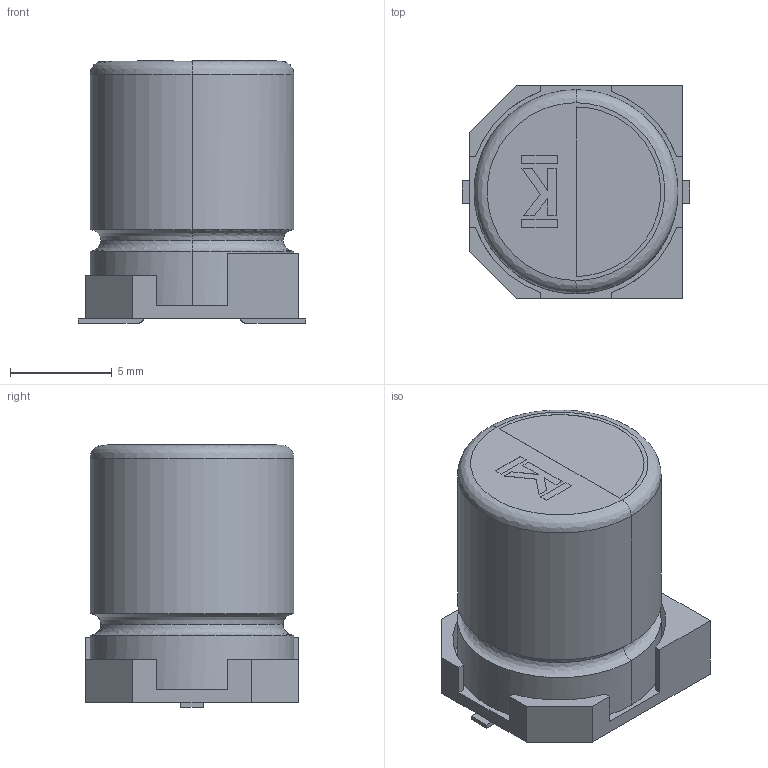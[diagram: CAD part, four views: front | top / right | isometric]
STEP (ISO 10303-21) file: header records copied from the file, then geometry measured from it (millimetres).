
FILE_DESCRIPTION(/* description */ (''),/* implementation_level */ '2;1');
FILE_NAME(/* name */ 'STE647D',/* time_stamp */ '2021-12-20T23:12:07-05:00',/* author */ (''),/* organization */ (''),/* preprocessor_version */ 'ST-DEVELOPER v16.5',/* originating_system */ '',/* authorisation */ '');
FILE_SCHEMA (('AUTOMOTIVE_DESIGN_CC2'));
Length unit declared in the file: millimetre
Products named in the file (1): Document
Bounding box: 11.2 x 10.5 x 12.9 mm (x, y, z)
Volume: 1044.9 mm3; surface area: 888.8 mm2
Topology: 5 solids, 5 shells, 76 faces, 183 edges, 118 vertices
Faces by surface type: plane 59, cylinder 11, bspline 6
Entity records: 2798 total; most frequent: CARTESIAN_POINT 1102, ORIENTED_EDGE 366, EDGE_CURVE 183, B_SPLINE_CURVE_WITH_KNOTS 151, VERTEX_POINT 118, EDGE_LOOP 77, ADVANCED_FACE 76, FACE_OUTER_BOUND 76
